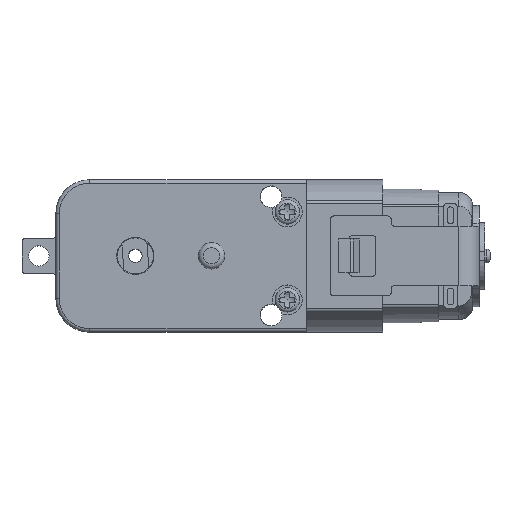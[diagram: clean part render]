
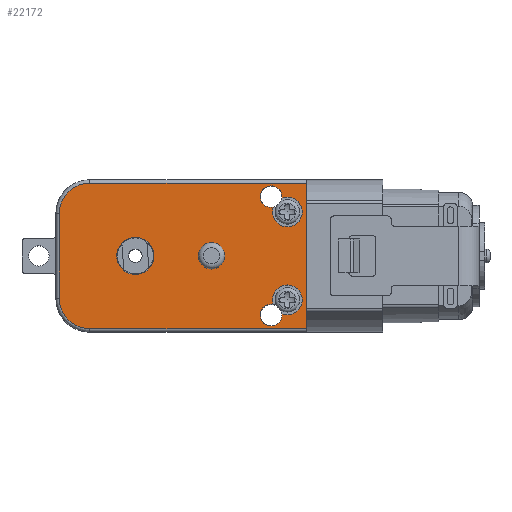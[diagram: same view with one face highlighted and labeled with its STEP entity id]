
A CAD part, top view. The second image highlights one B-rep face of the part: STEP entity #22172.
In plain terms, the highlighted planar face has unit normal (0, 0, 1).
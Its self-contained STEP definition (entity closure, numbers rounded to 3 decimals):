
#1051=CIRCLE('',#25133,2.75);
#1052=CIRCLE('',#25134,1.95);
#1053=CIRCLE('',#25135,4.5);
#1054=CIRCLE('',#25136,4.5);
#1055=CIRCLE('',#25137,1.6);
#1056=CIRCLE('',#25138,2.2);
#1057=CIRCLE('',#25139,1.6);
#1058=CIRCLE('',#25140,2.2);
#2260=ORIENTED_EDGE('',*,*,#9056,.F.);
#2261=ORIENTED_EDGE('',*,*,#9057,.F.);
#2262=ORIENTED_EDGE('',*,*,#9058,.T.);
#2263=ORIENTED_EDGE('',*,*,#9059,.T.);
#2264=ORIENTED_EDGE('',*,*,#9060,.F.);
#2265=ORIENTED_EDGE('',*,*,#9061,.F.);
#2266=ORIENTED_EDGE('',*,*,#9062,.T.);
#2267=ORIENTED_EDGE('',*,*,#9063,.T.);
#2268=ORIENTED_EDGE('',*,*,#9064,.F.);
#2269=ORIENTED_EDGE('',*,*,#9065,.F.);
#2270=ORIENTED_EDGE('',*,*,#9066,.T.);
#2271=ORIENTED_EDGE('',*,*,#9067,.T.);
#9056=EDGE_CURVE('',#12449,#12449,#1051,.T.);
#9057=EDGE_CURVE('',#12450,#12450,#1052,.T.);
#9058=EDGE_CURVE('',#12451,#12452,#1053,.T.);
#9059=EDGE_CURVE('',#12452,#12453,#14712,.T.);
#9060=EDGE_CURVE('',#12454,#12453,#1054,.T.);
#9061=EDGE_CURVE('',#12455,#12454,#14713,.T.);
#9062=EDGE_CURVE('',#12455,#12456,#14714,.T.);
#9063=EDGE_CURVE('',#12456,#12451,#14715,.T.);
#9064=EDGE_CURVE('',#12457,#12458,#1055,.T.);
#9065=EDGE_CURVE('',#12458,#12457,#1056,.T.);
#9066=EDGE_CURVE('',#12459,#12460,#1057,.T.);
#9067=EDGE_CURVE('',#12460,#12459,#1058,.T.);
#12449=VERTEX_POINT('',#34712);
#12450=VERTEX_POINT('',#34714);
#12451=VERTEX_POINT('',#34716);
#12452=VERTEX_POINT('',#34717);
#12453=VERTEX_POINT('',#34719);
#12454=VERTEX_POINT('',#34721);
#12455=VERTEX_POINT('',#34723);
#12456=VERTEX_POINT('',#34725);
#12457=VERTEX_POINT('',#34728);
#12458=VERTEX_POINT('',#34729);
#12459=VERTEX_POINT('',#34732);
#12460=VERTEX_POINT('',#34733);
#14712=LINE('',#34718,#16728);
#14713=LINE('',#34722,#16729);
#14714=LINE('',#34724,#16730);
#14715=LINE('',#34726,#16731);
#16728=VECTOR('',#27737,1000.);
#16729=VECTOR('',#27740,1000.);
#16730=VECTOR('',#27741,1000.);
#16731=VECTOR('',#27742,1000.);
#18689=EDGE_LOOP('',(#2260));
#18690=EDGE_LOOP('',(#2261));
#18691=EDGE_LOOP('',(#2262,#2263,#2264,#2265,#2266,#2267));
#18692=EDGE_LOOP('',(#2268,#2269));
#18693=EDGE_LOOP('',(#2270,#2271));
#20115=FACE_BOUND('',#18689,.T.);
#20116=FACE_BOUND('',#18690,.T.);
#20117=FACE_BOUND('',#18691,.T.);
#20118=FACE_BOUND('',#18692,.T.);
#20119=FACE_BOUND('',#18693,.T.);
#21523=PLANE('',#25132);
#22172=ADVANCED_FACE('',(#20115,#20116,#20117,#20118,#20119),#21523,.T.);
#25132=AXIS2_PLACEMENT_3D('',#34710,#27729,#27730);
#25133=AXIS2_PLACEMENT_3D('',#34711,#27731,#27732);
#25134=AXIS2_PLACEMENT_3D('',#34713,#27733,#27734);
#25135=AXIS2_PLACEMENT_3D('',#34715,#27735,#27736);
#25136=AXIS2_PLACEMENT_3D('',#34720,#27738,#27739);
#25137=AXIS2_PLACEMENT_3D('',#34727,#27743,#27744);
#25138=AXIS2_PLACEMENT_3D('',#34730,#27745,#27746);
#25139=AXIS2_PLACEMENT_3D('',#34731,#27747,#27748);
#25140=AXIS2_PLACEMENT_3D('',#34734,#27749,#27750);
#27729=DIRECTION('',(0.,0.,1.));
#27730=DIRECTION('',(1.,0.,0.));
#27731=DIRECTION('',(0.,0.,1.));
#27732=DIRECTION('',(1.,0.,0.));
#27733=DIRECTION('',(0.,0.,1.));
#27734=DIRECTION('',(1.,0.,0.));
#27735=DIRECTION('',(0.,0.,1.));
#27736=DIRECTION('',(1.,0.,0.));
#27737=DIRECTION('',(0.,-1.,0.));
#27738=DIRECTION('',(0.,0.,-1.));
#27739=DIRECTION('',(1.,0.,0.));
#27740=DIRECTION('',(-1.,0.,0.));
#27741=DIRECTION('',(0.,1.,0.));
#27742=DIRECTION('',(-1.,0.,0.));
#27743=DIRECTION('',(0.,0.,1.));
#27744=DIRECTION('',(1.,0.,0.));
#27745=DIRECTION('',(0.,0.,1.));
#27746=DIRECTION('',(1.,0.,0.));
#27747=DIRECTION('',(0.,0.,-1.));
#27748=DIRECTION('',(1.,0.,0.));
#27749=DIRECTION('',(0.,0.,-1.));
#27750=DIRECTION('',(1.,0.,0.));
#34710=CARTESIAN_POINT('',(0.,0.,10.15));
#34711=CARTESIAN_POINT('',(11.75,0.,10.15));
#34712=CARTESIAN_POINT('',(14.5,0.,10.15));
#34713=CARTESIAN_POINT('',(23.,0.,10.15));
#34714=CARTESIAN_POINT('',(24.95,0.,10.15));
#34715=CARTESIAN_POINT('',(5.,6.25,10.15));
#34716=CARTESIAN_POINT('',(5.,10.75,10.15));
#34717=CARTESIAN_POINT('',(0.5,6.25,10.15));
#34718=CARTESIAN_POINT('',(0.5,0.,10.15));
#34719=CARTESIAN_POINT('',(0.5,-6.25,10.15));
#34720=CARTESIAN_POINT('',(5.,-6.25,10.15));
#34721=CARTESIAN_POINT('',(5.,-10.75,10.15));
#34722=CARTESIAN_POINT('',(5.,-10.75,10.15));
#34723=CARTESIAN_POINT('',(37.05,-10.75,10.15));
#34724=CARTESIAN_POINT('',(37.05,0.,10.15));
#34725=CARTESIAN_POINT('',(37.05,10.75,10.15));
#34726=CARTESIAN_POINT('',(5.,10.75,10.15));
#34727=CARTESIAN_POINT('',(31.8,8.75,10.15));
#34728=CARTESIAN_POINT('',(33.387,8.544,10.15));
#34729=CARTESIAN_POINT('',(32.108,7.18,10.15));
#34730=CARTESIAN_POINT('',(34.2,6.5,10.15));
#34731=CARTESIAN_POINT('',(31.8,-8.75,10.15));
#34732=CARTESIAN_POINT('',(33.387,-8.544,10.15));
#34733=CARTESIAN_POINT('',(32.108,-7.18,10.15));
#34734=CARTESIAN_POINT('',(34.2,-6.5,10.15));
